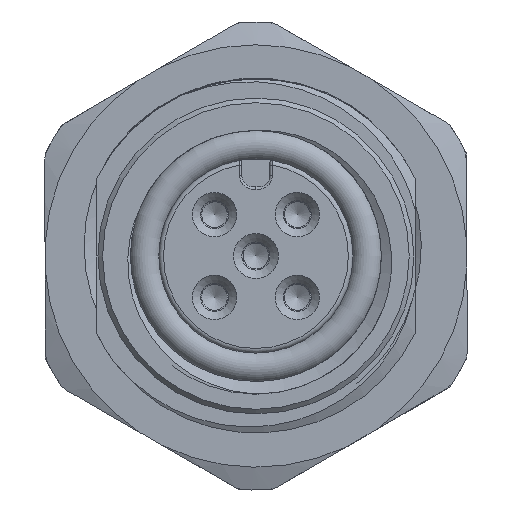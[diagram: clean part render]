
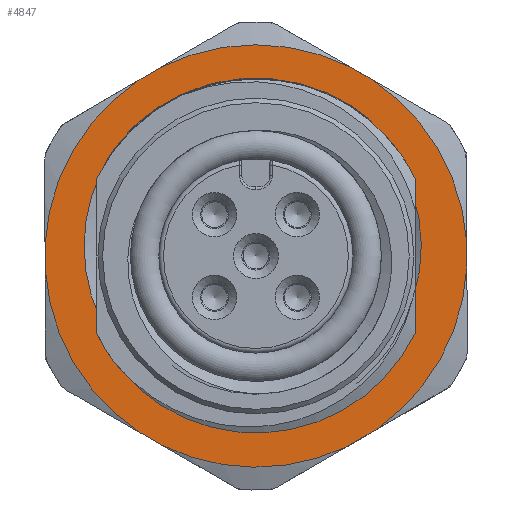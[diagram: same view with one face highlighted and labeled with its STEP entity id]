
A CAD part, front view. The second image highlights one B-rep face of the part: STEP entity #4847.
In plain terms, the highlighted face is planar.
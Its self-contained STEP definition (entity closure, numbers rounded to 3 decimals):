
#365=B_SPLINE_CURVE_WITH_KNOTS('',3,(#26220,#26221,#26222,#26223,#26224,
#26225,#26226),.UNSPECIFIED.,.F.,.F.,(4,1,1,1,4),(0.,0.004,
0.007,0.011,0.014),.UNSPECIFIED.);
#366=B_SPLINE_CURVE_WITH_KNOTS('',3,(#26230,#26231,#26232,#26233,#26234,
#26235,#26236),.UNSPECIFIED.,.F.,.F.,(4,1,1,1,4),(0.,0.004,
0.007,0.011,0.014),
 .UNSPECIFIED.);
#475=PLANE('',#5330);
#665=CIRCLE('',#5331,7.6);
#666=CIRCLE('',#5332,6.788);
#667=CIRCLE('',#5333,9.024);
#668=CIRCLE('',#5334,9.024);
#669=CIRCLE('',#5335,9.024);
#670=CIRCLE('',#5336,9.024);
#671=CIRCLE('',#5337,9.024);
#672=CIRCLE('',#5338,9.024);
#1625=ORIENTED_EDGE('',*,*,#2566,.T.);
#1626=ORIENTED_EDGE('',*,*,#2567,.T.);
#1627=ORIENTED_EDGE('',*,*,#2568,.T.);
#1628=ORIENTED_EDGE('',*,*,#2569,.T.);
#1629=ORIENTED_EDGE('',*,*,#2570,.F.);
#1630=ORIENTED_EDGE('',*,*,#2571,.T.);
#1631=ORIENTED_EDGE('',*,*,#2572,.F.);
#1632=ORIENTED_EDGE('',*,*,#2573,.T.);
#1633=ORIENTED_EDGE('',*,*,#2574,.F.);
#1634=ORIENTED_EDGE('',*,*,#2575,.T.);
#1635=ORIENTED_EDGE('',*,*,#2576,.F.);
#1636=ORIENTED_EDGE('',*,*,#2577,.T.);
#1637=ORIENTED_EDGE('',*,*,#2578,.F.);
#1638=ORIENTED_EDGE('',*,*,#2579,.T.);
#1639=ORIENTED_EDGE('',*,*,#2580,.F.);
#1640=ORIENTED_EDGE('',*,*,#2581,.T.);
#2566=EDGE_CURVE('',#3124,#3125,#665,.T.);
#2567=EDGE_CURVE('',#3125,#3126,#365,.T.);
#2568=EDGE_CURVE('',#3126,#3127,#666,.F.);
#2569=EDGE_CURVE('',#3127,#3124,#366,.T.);
#2570=EDGE_CURVE('',#3128,#3129,#667,.F.);
#2571=EDGE_CURVE('',#3128,#3130,#3425,.T.);
#2572=EDGE_CURVE('',#3131,#3130,#668,.F.);
#2573=EDGE_CURVE('',#3131,#3132,#3426,.T.);
#2574=EDGE_CURVE('',#3133,#3132,#669,.F.);
#2575=EDGE_CURVE('',#3133,#3134,#3427,.T.);
#2576=EDGE_CURVE('',#3135,#3134,#670,.F.);
#2577=EDGE_CURVE('',#3135,#3136,#3428,.T.);
#2578=EDGE_CURVE('',#3137,#3136,#671,.F.);
#2579=EDGE_CURVE('',#3137,#3138,#3429,.T.);
#2580=EDGE_CURVE('',#3139,#3138,#672,.F.);
#2581=EDGE_CURVE('',#3139,#3129,#3430,.T.);
#3124=VERTEX_POINT('',#26218);
#3125=VERTEX_POINT('',#26219);
#3126=VERTEX_POINT('',#26227);
#3127=VERTEX_POINT('',#26229);
#3128=VERTEX_POINT('',#26238);
#3129=VERTEX_POINT('',#26239);
#3130=VERTEX_POINT('',#26241);
#3131=VERTEX_POINT('',#26243);
#3132=VERTEX_POINT('',#26245);
#3133=VERTEX_POINT('',#26247);
#3134=VERTEX_POINT('',#26249);
#3135=VERTEX_POINT('',#26251);
#3136=VERTEX_POINT('',#26253);
#3137=VERTEX_POINT('',#26255);
#3138=VERTEX_POINT('',#26257);
#3139=VERTEX_POINT('',#26259);
#3425=LINE('',#26240,#3653);
#3426=LINE('',#26244,#3654);
#3427=LINE('',#26248,#3655);
#3428=LINE('',#26252,#3656);
#3429=LINE('',#26256,#3657);
#3430=LINE('',#26260,#3658);
#3653=VECTOR('',#6248,1000.);
#3654=VECTOR('',#6251,1000.);
#3655=VECTOR('',#6254,1000.);
#3656=VECTOR('',#6257,1000.);
#3657=VECTOR('',#6260,1000.);
#3658=VECTOR('',#6263,1000.);
#4001=EDGE_LOOP('',(#1625,#1626,#1627,#1628));
#4002=EDGE_LOOP('',(#1629,#1630,#1631,#1632,#1633,#1634,#1635,#1636,#1637,
#1638,#1639,#1640));
#4411=FACE_BOUND('',#4001,.T.);
#4412=FACE_BOUND('',#4002,.T.);
#4847=ADVANCED_FACE('',(#4411,#4412),#475,.T.);
#5330=AXIS2_PLACEMENT_3D('',#26216,#6240,#6241);
#5331=AXIS2_PLACEMENT_3D('',#26217,#6242,#6243);
#5332=AXIS2_PLACEMENT_3D('',#26228,#6244,#6245);
#5333=AXIS2_PLACEMENT_3D('',#26237,#6246,#6247);
#5334=AXIS2_PLACEMENT_3D('',#26242,#6249,#6250);
#5335=AXIS2_PLACEMENT_3D('',#26246,#6252,#6253);
#5336=AXIS2_PLACEMENT_3D('',#26250,#6255,#6256);
#5337=AXIS2_PLACEMENT_3D('',#26254,#6258,#6259);
#5338=AXIS2_PLACEMENT_3D('',#26258,#6261,#6262);
#6240=DIRECTION('',(1.,0.,0.));
#6241=DIRECTION('',(0.,0.,-1.));
#6242=DIRECTION('',(-1.,0.,0.));
#6243=DIRECTION('',(0.,1.,0.));
#6244=DIRECTION('',(1.,0.,0.));
#6245=DIRECTION('',(0.,0.,-1.));
#6246=DIRECTION('',(1.,0.,0.));
#6247=DIRECTION('',(0.,0.,-1.));
#6248=DIRECTION('',(0.,1.,0.));
#6249=DIRECTION('',(1.,0.,0.));
#6250=DIRECTION('',(0.,0.,-1.));
#6251=DIRECTION('',(0.,0.497,0.868));
#6252=DIRECTION('',(1.,0.,0.));
#6253=DIRECTION('',(0.,0.,-1.));
#6254=DIRECTION('',(0.,-0.497,0.868));
#6255=DIRECTION('',(1.,0.,0.));
#6256=DIRECTION('',(0.,0.,-1.));
#6257=DIRECTION('',(0.,-1.,0.));
#6258=DIRECTION('',(1.,0.,0.));
#6259=DIRECTION('',(0.,0.,-1.));
#6260=DIRECTION('',(0.,-0.498,-0.867));
#6261=DIRECTION('',(1.,0.,0.));
#6262=DIRECTION('',(0.,0.,-1.));
#6263=DIRECTION('',(0.,0.498,-0.867));
#26216=CARTESIAN_POINT('',(1.5,0.,0.));
#26217=CARTESIAN_POINT('',(1.5,0.,0.));
#26218=CARTESIAN_POINT('',(1.5,-2.904,7.023));
#26219=CARTESIAN_POINT('',(1.5,5.374,5.374));
#26220=CARTESIAN_POINT('',(1.5,5.374,5.374));
#26221=CARTESIAN_POINT('',(1.5,6.169,4.489));
#26222=CARTESIAN_POINT('',(1.5,7.318,2.364));
#26223=CARTESIAN_POINT('',(1.5,7.392,-1.283));
#26224=CARTESIAN_POINT('',(1.5,5.725,-4.53));
#26225=CARTESIAN_POINT('',(1.5,3.72,-5.886));
#26226=CARTESIAN_POINT('',(1.5,2.593,-6.273));
#26227=CARTESIAN_POINT('',(1.5,2.593,-6.273));
#26228=CARTESIAN_POINT('',(1.5,0.,0.));
#26229=CARTESIAN_POINT('',(1.5,-4.8,-4.8));
#26230=CARTESIAN_POINT('',(1.5,-4.8,-4.8));
#26231=CARTESIAN_POINT('',(1.5,-5.69,-4.011));
#26232=CARTESIAN_POINT('',(1.5,-7.029,-1.983));
#26233=CARTESIAN_POINT('',(1.5,-7.315,1.66));
#26234=CARTESIAN_POINT('',(1.5,-5.853,4.987));
#26235=CARTESIAN_POINT('',(1.5,-3.975,6.51));
#26236=CARTESIAN_POINT('',(1.5,-2.904,7.023));
#26237=CARTESIAN_POINT('',(1.5,0.,0.));
#26238=CARTESIAN_POINT('',(1.5,-0.764,-8.992));
#26239=CARTESIAN_POINT('',(1.5,-7.542,-4.955));
#26240=CARTESIAN_POINT('',(1.5,-4.376,-8.992));
#26241=CARTESIAN_POINT('',(1.5,0.764,-8.992));
#26242=CARTESIAN_POINT('',(1.5,0.,0.));
#26243=CARTESIAN_POINT('',(1.5,7.551,-4.941));
#26244=CARTESIAN_POINT('',(1.5,5.661,-8.243));
#26245=CARTESIAN_POINT('',(1.5,8.085,-4.008));
#26246=CARTESIAN_POINT('',(1.5,0.,0.));
#26247=CARTESIAN_POINT('',(1.5,8.085,4.008));
#26248=CARTESIAN_POINT('',(1.5,9.975,0.706));
#26249=CARTESIAN_POINT('',(1.5,7.551,4.941));
#26250=CARTESIAN_POINT('',(1.5,0.,0.));
#26251=CARTESIAN_POINT('',(1.5,0.537,9.008));
#26252=CARTESIAN_POINT('',(1.5,4.342,9.008));
#26253=CARTESIAN_POINT('',(1.5,-0.537,9.008));
#26254=CARTESIAN_POINT('',(1.5,0.,0.));
#26255=CARTESIAN_POINT('',(1.5,-7.542,4.955));
#26256=CARTESIAN_POINT('',(1.5,-5.646,8.254));
#26257=CARTESIAN_POINT('',(1.5,-8.078,4.024));
#26258=CARTESIAN_POINT('',(1.5,0.,0.));
#26259=CARTESIAN_POINT('',(1.5,-8.078,-4.024));
#26260=CARTESIAN_POINT('',(1.5,-9.974,-0.725));
